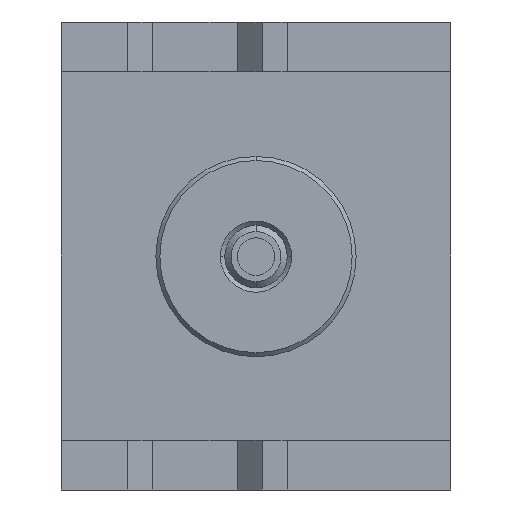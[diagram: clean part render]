
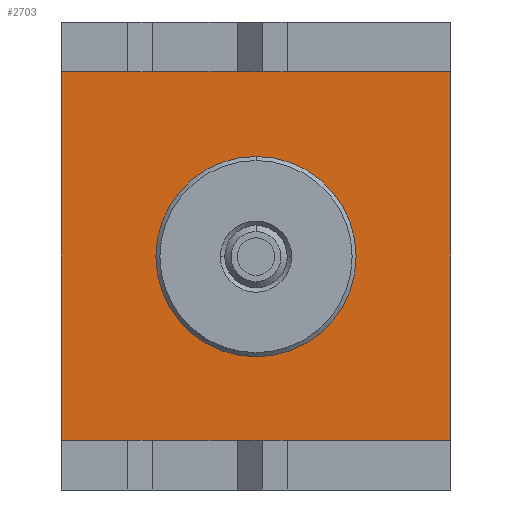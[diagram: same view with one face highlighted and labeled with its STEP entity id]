
A CAD part, left-side view. The second image highlights one B-rep face of the part: STEP entity #2703.
In plain terms, the highlighted planar face has unit normal (1, 0, 0).
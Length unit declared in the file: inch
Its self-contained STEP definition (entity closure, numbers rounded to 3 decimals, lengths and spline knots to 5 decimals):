
#322=FACE_BOUND('',#552,.T.);
#329=CIRCLE('',#3006,0.08025);
#456=FACE_OUTER_BOUND('',#551,.T.);
#551=EDGE_LOOP('',(#2226,#2227,#2228,#2229));
#552=EDGE_LOOP('',(#2230));
#763=LINE('',#4150,#1041);
#764=LINE('',#4152,#1042);
#765=LINE('',#4154,#1043);
#766=LINE('',#4155,#1044);
#1041=VECTOR('',#3366,0.295);
#1042=VECTOR('',#3367,0.312);
#1043=VECTOR('',#3368,0.295);
#1044=VECTOR('',#3369,0.312);
#1320=VERTEX_POINT('',#4148);
#1321=VERTEX_POINT('',#4149);
#1322=VERTEX_POINT('',#4151);
#1323=VERTEX_POINT('',#4153);
#1324=VERTEX_POINT('',#4156);
#1773=EDGE_CURVE('',#1320,#1321,#763,.T.);
#1774=EDGE_CURVE('',#1321,#1322,#764,.T.);
#1775=EDGE_CURVE('',#1322,#1323,#765,.T.);
#1776=EDGE_CURVE('',#1323,#1320,#766,.T.);
#1777=EDGE_CURVE('',#1324,#1324,#329,.T.);
#2226=ORIENTED_EDGE('',*,*,#1773,.T.);
#2227=ORIENTED_EDGE('',*,*,#1774,.T.);
#2228=ORIENTED_EDGE('',*,*,#1775,.T.);
#2229=ORIENTED_EDGE('',*,*,#1776,.T.);
#2230=ORIENTED_EDGE('',*,*,#1777,.T.);
#2566=PLANE('',#3005);
#2703=ADVANCED_FACE('',(#456,#322),#2566,.T.);
#3005=AXIS2_PLACEMENT_3D('',#4147,#3364,#3365);
#3006=AXIS2_PLACEMENT_3D('',#4157,#3370,#3371);
#3364=DIRECTION('center_axis',(1.,0.,0.));
#3365=DIRECTION('ref_axis',(0.,0.,-1.));
#3366=DIRECTION('',(0.,0.,-1.));
#3367=DIRECTION('',(0.,1.,0.));
#3368=DIRECTION('',(0.,0.,1.));
#3369=DIRECTION('',(0.,-1.,0.));
#3370=DIRECTION('center_axis',(-1.,0.,0.));
#3371=DIRECTION('ref_axis',(0.,-1.,0.));
#4147=CARTESIAN_POINT('Origin',(0.207,0.,-0.1529));
#4148=CARTESIAN_POINT('',(0.207,-0.156,0.148));
#4149=CARTESIAN_POINT('',(0.207,-0.156,-0.147));
#4150=CARTESIAN_POINT('',(0.207,-0.156,0.148));
#4151=CARTESIAN_POINT('',(0.207,0.156,-0.147));
#4152=CARTESIAN_POINT('',(0.207,-0.156,-0.147));
#4153=CARTESIAN_POINT('',(0.207,0.156,0.148));
#4154=CARTESIAN_POINT('',(0.207,0.156,-0.147));
#4155=CARTESIAN_POINT('',(0.207,0.156,0.148));
#4156=CARTESIAN_POINT('',(0.207,0.08025,0.));
#4157=CARTESIAN_POINT('Origin',(0.207,0.,0.));
